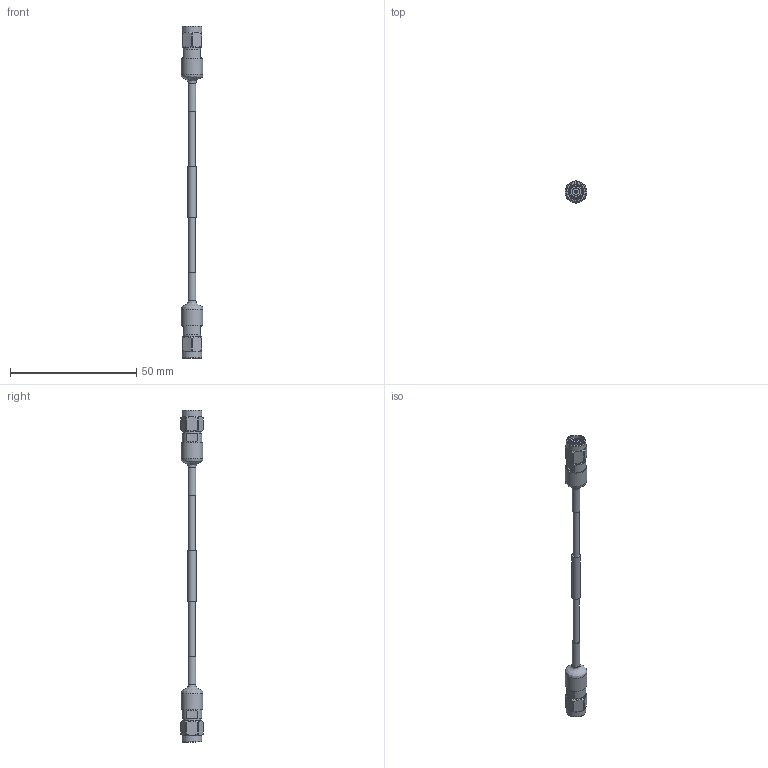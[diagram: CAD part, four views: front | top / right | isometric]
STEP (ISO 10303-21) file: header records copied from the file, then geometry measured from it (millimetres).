
FILE_DESCRIPTION (( 'STEP AP203' ), '1' );
FILE_NAME ('PE3C0666_3D.step', '2021-06-10T16:31:31', ( '' ), ( '' ), 'SwSTEP 2.0', 'SolidWorks 2020', '' );
FILE_SCHEMA (( 'CONFIG_CONTROL_DESIGN' ));
Length unit declared in the file: inch
Products named in the file (4): PE44796^PE3C0666_Heat Shrink; PE3C0666_3D;  Center Label^PE3C0666; PE-P086^PE3C0666_PE-P086
Assembly tree (4 placements, depth 2):
  PE3C0666_3D
    PE44796^PE3C0666_Heat Shrink  x2
    PE-P086^PE3C0666_PE-P086
     Center Label^PE3C0666
Bounding box: 8.64 x 8.92 x 131.66 mm (x, y, z)
Volume: 2688.5 mm3; surface area: 2809.5 mm2
Topology: 4 solids, 4 shells, 120 faces, 280 edges, 182 vertices
Faces by surface type: plane 52, cylinder 46, cone 12, bspline 8, torus 2
Full cylindrical faces by diameter (mm): 0.94 x2, 1.194 x2, 2.642 x1, 2.92 x2, 3.15 x2, 3.404 x1, 4.572 x2, 6.35 x12, 6.819 x2, 7.874 x4, 8.636 x2
Entity records: 2961 total; most frequent: CARTESIAN_POINT 1409, DIRECTION 243, ORIENTED_EDGE 194, AXIS2_PLACEMENT_3D 108, EDGE_CURVE 97, EDGE_LOOP 83, VERTEX_POINT 72, FACE_OUTER_BOUND 71
